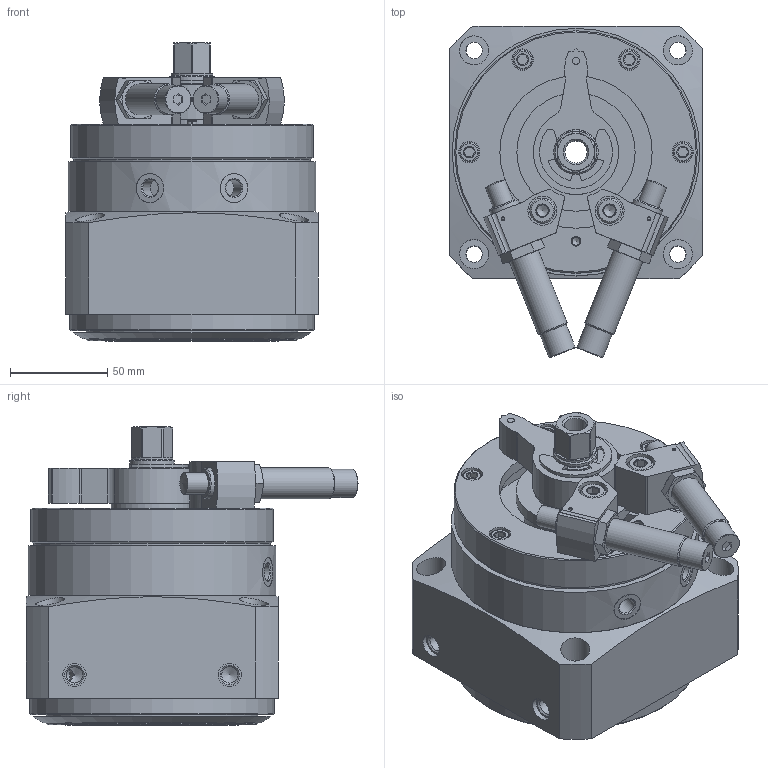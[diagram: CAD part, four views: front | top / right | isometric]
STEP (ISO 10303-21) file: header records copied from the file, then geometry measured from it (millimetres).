
FILE_DESCRIPTION(/* description */ ('STEP AP214'),/* implementation_level */ '2;1');
FILE_NAME(/* name */ '1369126_DSM-40-270-CC-HD-A-B',/* time_stamp */ '2024-08-21T18:44:12+02:00',/* author */ ('License CC BY-ND 4.0'),/* organization */ ('CADENAS'),/* preprocessor_version */ 'ST-DEVELOPER v19.3',/* originating_system */ 'PARTsolutions',/* authorisation */ ' ');
FILE_SCHEMA (('AUTOMOTIVE_DESIGN {1 0 10303 214 3 1 1}'));
Length unit declared in the file: millimetre
Products named in the file (9): 1369126 DSM-40-270-CC-HD-A-B---(0); 1369634 DSM-40-270-HD---(Geh); 342623 DSM-40_NS; 704067 DSM-40-BR---(HZ); 548014 DYSC-12-12-Y1F---(SD_0); DIN-912 - M8x30(F); Flachmutter M16x1-5-20; 704066 DSM-40-BL---(HZ); 1369634 DSM-40-270-HD---(Kol)
Assembly tree (12 placements, depth 2):
  1369126 DSM-40-270-CC-HD-A-B---(0)
    1369634 DSM-40-270-HD---(Geh)
    342623 DSM-40_NS  x2
    704067 DSM-40-BR---(HZ)
    548014 DYSC-12-12-Y1F---(SD_0)  x2
    DIN-912 - M8x30(F)  x2
    Flachmutter M16x1-5-20  x2
    704066 DSM-40-BL---(HZ)
    1369634 DSM-40-270-HD---(Kol)
Bounding box: 130 x 171.11 x 154 mm (x, y, z)
Volume: 1401331.7 mm3; surface area: 239672.1 mm2
Topology: 12 solids, 12 shells, 583 faces, 1302 edges, 827 vertices
Faces by surface type: plane 288, cylinder 180, cone 103, torus 10, sphere 2
Full cylindrical faces by diameter (mm): 1.567 x2, 3.1 x2, 3.7 x2, 5 x1, 6 x2, 6.647 x6, 8 x2, 8.376 x10, 8.5 x4, 8.566 x2, 9 x2, 10 x6, 11 x10, 11.445 x1, 12 x10, 13 x6, 14.5 x2, 14.917 x4, 15 x12, 16 x2, 19 x1, 20 x1, 21.5 x1, 23 x2, 25 x1, 30 x2, 36 x2, 42 x1, 53 x1, 61 x1
Entity records: 14714 total; most frequent: CARTESIAN_POINT 2572, DIRECTION 2317, ORIENTED_EDGE 1824, AXIS2_PLACEMENT_3D 965, EDGE_CURVE 912, FACE_BOUND 817, EDGE_LOOP 807, VERTEX_POINT 695
